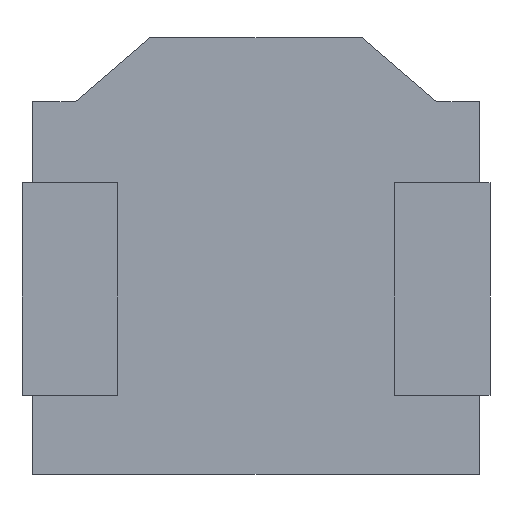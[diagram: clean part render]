
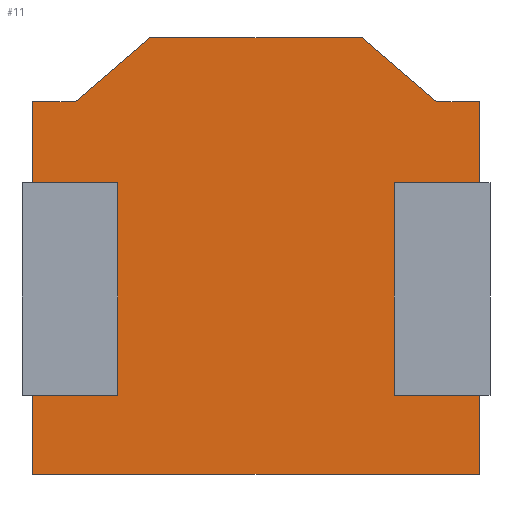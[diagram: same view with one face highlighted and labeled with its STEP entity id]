
A CAD part, front view. The second image highlights one B-rep face of the part: STEP entity #11.
In plain terms, the highlighted planar face has unit normal (0, -1, 0).
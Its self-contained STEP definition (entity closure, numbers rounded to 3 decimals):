
#11=ADVANCED_FACE('NONE',(#12),#142,.F.);
#12=FACE_BOUND('NONE',#13,.T.);
#13=EDGE_LOOP('',(#14,#24,#32,#40,#48,#56,#64,#72,#80,#88,#96,#104,#112,#120,#128,#136));
#14=ORIENTED_EDGE('',*,*,#15,.T.);
#15=EDGE_CURVE('NONE',#16,#18,#20,.F.);
#16=VERTEX_POINT('NONE',#17);
#17=CARTESIAN_POINT('',(-1.3,0.0,-1.31));
#18=VERTEX_POINT('NONE',#19);
#19=CARTESIAN_POINT('',(-2.1,0.0,-1.31));
#20=LINE('',#21,#22);
#21=CARTESIAN_POINT('',(-2.2,0.0,-1.31));
#22=VECTOR('',#23,1.0);
#23=DIRECTION('',(1.0,0.0,0.));
#24=ORIENTED_EDGE('',*,*,#25,.T.);
#25=EDGE_CURVE('NONE',#18,#26,#28,.F.);
#26=VERTEX_POINT('NONE',#27);
#27=CARTESIAN_POINT('',(-2.1,0.0,-2.05));
#28=LINE('',#29,#30);
#29=CARTESIAN_POINT('',(-2.1,0.0,-2.05));
#30=VECTOR('',#31,1.0);
#31=DIRECTION('',(0.,0.0,1.0));
#32=ORIENTED_EDGE('',*,*,#33,.T.);
#33=EDGE_CURVE('NONE',#26,#34,#36,.F.);
#34=VERTEX_POINT('NONE',#35);
#35=CARTESIAN_POINT('',(2.1,0.0,-2.05));
#36=LINE('',#37,#38);
#37=CARTESIAN_POINT('',(-2.1,0.0,-2.05));
#38=VECTOR('',#39,1.0);
#39=DIRECTION('',(-1.0,0.0,0.0));
#40=ORIENTED_EDGE('',*,*,#41,.T.);
#41=EDGE_CURVE('NONE',#34,#42,#44,.F.);
#42=VERTEX_POINT('NONE',#43);
#43=CARTESIAN_POINT('',(2.1,0.0,-1.31));
#44=LINE('',#45,#46);
#45=CARTESIAN_POINT('',(2.1,0.0,-2.05));
#46=VECTOR('',#47,1.0);
#47=DIRECTION('',(0.,0.0,-1.0));
#48=ORIENTED_EDGE('',*,*,#49,.T.);
#49=EDGE_CURVE('NONE',#42,#50,#52,.T.);
#50=VERTEX_POINT('NONE',#51);
#51=CARTESIAN_POINT('',(1.3,0.0,-1.31));
#52=LINE('',#53,#54);
#53=CARTESIAN_POINT('',(2.2,0.0,-1.31));
#54=VECTOR('',#55,1.0);
#55=DIRECTION('',(-1.0,0.0,0.));
#56=ORIENTED_EDGE('',*,*,#57,.T.);
#57=EDGE_CURVE('NONE',#50,#58,#60,.T.);
#58=VERTEX_POINT('NONE',#59);
#59=CARTESIAN_POINT('',(1.3,0.0,0.69));
#60=LINE('',#61,#62);
#61=CARTESIAN_POINT('',(1.3,0.0,0.69));
#62=VECTOR('',#63,1.0);
#63=DIRECTION('',(0.0,0.0,1.0));
#64=ORIENTED_EDGE('',*,*,#65,.T.);
#65=EDGE_CURVE('NONE',#58,#66,#68,.T.);
#66=VERTEX_POINT('NONE',#67);
#67=CARTESIAN_POINT('',(2.1,0.0,0.69));
#68=LINE('',#69,#70);
#69=CARTESIAN_POINT('',(2.2,0.0,0.69));
#70=VECTOR('',#71,1.0);
#71=DIRECTION('',(1.0,0.0,0.0));
#72=ORIENTED_EDGE('',*,*,#73,.T.);
#73=EDGE_CURVE('NONE',#66,#74,#76,.F.);
#74=VERTEX_POINT('NONE',#75);
#75=CARTESIAN_POINT('',(2.1,0.0,1.45));
#76=LINE('',#77,#78);
#77=CARTESIAN_POINT('',(2.1,0.0,-2.05));
#78=VECTOR('',#79,1.0);
#79=DIRECTION('',(0.,0.0,-1.0));
#80=ORIENTED_EDGE('',*,*,#81,.T.);
#81=EDGE_CURVE('NONE',#74,#82,#84,.T.);
#82=VERTEX_POINT('NONE',#83);
#83=CARTESIAN_POINT('',(1.7,0.0,1.45));
#84=LINE('',#85,#86);
#85=CARTESIAN_POINT('',(1.7,0.0,1.45));
#86=VECTOR('',#87,1.0);
#87=DIRECTION('',(-1.0,0.0,0.0));
#88=ORIENTED_EDGE('',*,*,#89,.T.);
#89=EDGE_CURVE('NONE',#82,#90,#92,.T.);
#90=VERTEX_POINT('NONE',#91);
#91=CARTESIAN_POINT('',(1.0,0.0,2.05));
#92=LINE('',#93,#94);
#93=CARTESIAN_POINT('',(1.0,0.0,2.05));
#94=VECTOR('',#95,1.0);
#95=DIRECTION('',(-0.759,0.0,0.651));
#96=ORIENTED_EDGE('',*,*,#97,.T.);
#97=EDGE_CURVE('NONE',#90,#98,#100,.F.);
#98=VERTEX_POINT('NONE',#99);
#99=CARTESIAN_POINT('',(-1.0,0.0,2.05));
#100=LINE('',#101,#102);
#101=CARTESIAN_POINT('',(-2.1,0.0,2.05));
#102=VECTOR('',#103,1.0);
#103=DIRECTION('',(1.0,0.0,0.0));
#104=ORIENTED_EDGE('',*,*,#105,.T.);
#105=EDGE_CURVE('NONE',#98,#106,#108,.F.);
#106=VERTEX_POINT('NONE',#107);
#107=CARTESIAN_POINT('',(-1.7,0.0,1.45));
#108=LINE('',#109,#110);
#109=CARTESIAN_POINT('',(-1.0,0.0,2.05));
#110=VECTOR('',#111,1.0);
#111=DIRECTION('',(0.759,0.0,0.651));
#112=ORIENTED_EDGE('',*,*,#113,.T.);
#113=EDGE_CURVE('NONE',#106,#114,#116,.F.);
#114=VERTEX_POINT('NONE',#115);
#115=CARTESIAN_POINT('',(-2.1,0.0,1.45));
#116=LINE('',#117,#118);
#117=CARTESIAN_POINT('',(-1.7,0.0,1.45));
#118=VECTOR('',#119,1.0);
#119=DIRECTION('',(1.0,0.0,0.0));
#120=ORIENTED_EDGE('',*,*,#121,.T.);
#121=EDGE_CURVE('NONE',#114,#122,#124,.F.);
#122=VERTEX_POINT('NONE',#123);
#123=CARTESIAN_POINT('',(-2.1,0.0,0.69));
#124=LINE('',#125,#126);
#125=CARTESIAN_POINT('',(-2.1,0.0,-2.05));
#126=VECTOR('',#127,1.0);
#127=DIRECTION('',(0.,0.0,1.0));
#128=ORIENTED_EDGE('',*,*,#129,.T.);
#129=EDGE_CURVE('NONE',#122,#130,#132,.F.);
#130=VERTEX_POINT('NONE',#131);
#131=CARTESIAN_POINT('',(-1.3,0.0,0.69));
#132=LINE('',#133,#134);
#133=CARTESIAN_POINT('',(-2.2,0.0,0.69));
#134=VECTOR('',#135,1.0);
#135=DIRECTION('',(-1.0,0.0,0.0));
#136=ORIENTED_EDGE('',*,*,#137,.T.);
#137=EDGE_CURVE('NONE',#130,#16,#138,.F.);
#138=LINE('',#139,#140);
#139=CARTESIAN_POINT('',(-1.3,0.0,0.69));
#140=VECTOR('',#141,1.0);
#141=DIRECTION('',(0.0,0.0,1.0));
#142=PLANE('',#143);
#143=AXIS2_PLACEMENT_3D('',#144,#145,#146);
#144=CARTESIAN_POINT('',(0.0,0.0,0.0));
#145=DIRECTION('',(0.0,1.0,0.0));
#146=DIRECTION('',(0.0,0.0,1.0));
